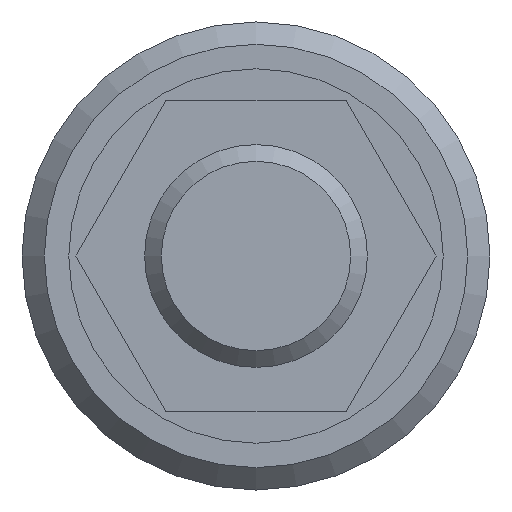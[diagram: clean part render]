
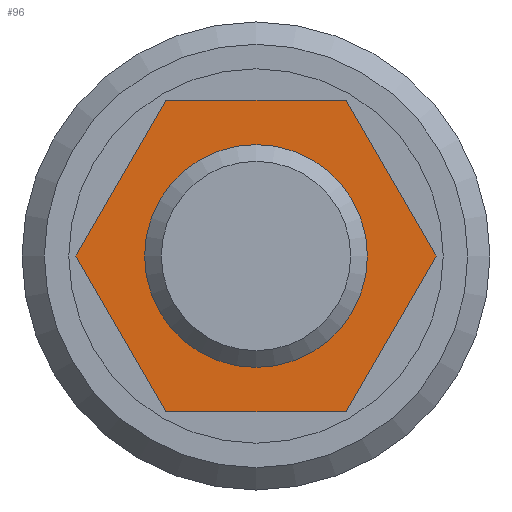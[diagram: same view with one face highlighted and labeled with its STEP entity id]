
A CAD part, left-side view. The second image highlights one B-rep face of the part: STEP entity #96.
In plain terms, the highlighted planar face has unit normal (-1, 0, 0).
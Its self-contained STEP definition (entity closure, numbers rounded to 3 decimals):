
#96=ADVANCED_FACE('',(#150,#151),#117,.F.);
#117=PLANE('',#692);
#150=FACE_BOUND('',#198,.T.);
#151=FACE_BOUND('',#199,.T.);
#198=EDGE_LOOP('',(#297,#298,#299,#300,#301,#302));
#199=EDGE_LOOP('',(#303));
#297=ORIENTED_EDGE('',*,*,#384,.F.);
#298=ORIENTED_EDGE('',*,*,#382,.F.);
#299=ORIENTED_EDGE('',*,*,#379,.F.);
#300=ORIENTED_EDGE('',*,*,#390,.F.);
#301=ORIENTED_EDGE('',*,*,#388,.F.);
#302=ORIENTED_EDGE('',*,*,#386,.F.);
#303=ORIENTED_EDGE('',*,*,#395,.T.);
#333=VERTEX_POINT('',#954);
#334=VERTEX_POINT('',#955);
#335=VERTEX_POINT('',#960);
#336=VERTEX_POINT('',#964);
#337=VERTEX_POINT('',#968);
#338=VERTEX_POINT('',#972);
#343=VERTEX_POINT('',#990);
#379=EDGE_CURVE('',#333,#334,#575,.T.);
#382=EDGE_CURVE('',#334,#335,#578,.T.);
#384=EDGE_CURVE('',#335,#336,#580,.T.);
#386=EDGE_CURVE('',#336,#337,#582,.T.);
#388=EDGE_CURVE('',#337,#338,#584,.T.);
#390=EDGE_CURVE('',#338,#333,#586,.T.);
#395=EDGE_CURVE('',#343,#343,#411,.T.);
#411=CIRCLE('',#690,4.25);
#575=LINE('',#953,#633);
#578=LINE('',#959,#636);
#580=LINE('',#963,#638);
#582=LINE('',#967,#640);
#584=LINE('',#971,#642);
#586=LINE('',#975,#644);
#633=VECTOR('',#801,1.);
#636=VECTOR('',#806,1.);
#638=VECTOR('',#810,1.);
#640=VECTOR('',#814,1.);
#642=VECTOR('',#818,1.);
#644=VECTOR('',#822,1.);
#690=AXIS2_PLACEMENT_3D('',#989,#841,#842);
#692=AXIS2_PLACEMENT_3D('',#992,#845,#846);
#801=DIRECTION('',(0.,1.,0.));
#806=DIRECTION('',(0.,0.5,0.866));
#810=DIRECTION('',(0.,-0.5,0.866));
#814=DIRECTION('',(0.,-1.,0.));
#818=DIRECTION('',(0.,-0.5,-0.866));
#822=DIRECTION('',(0.,0.5,-0.866));
#841=DIRECTION('',(1.,0.,0.));
#842=DIRECTION('',(0.,0.,-1.));
#845=DIRECTION('',(1.,0.,0.));
#846=DIRECTION('',(0.,0.,-1.));
#953=CARTESIAN_POINT('',(36287.03,-29829.32,-7.));
#954=CARTESIAN_POINT('',(36287.03,-29837.611,-7.));
#955=CARTESIAN_POINT('',(36287.03,-29829.529,-7.));
#959=CARTESIAN_POINT('',(36287.03,-29826.445,-1.66));
#960=CARTESIAN_POINT('',(36287.03,-29825.487,0.));
#963=CARTESIAN_POINT('',(36287.03,-29826.445,1.66));
#964=CARTESIAN_POINT('',(36287.03,-29829.529,7.));
#967=CARTESIAN_POINT('',(36287.03,-29829.32,7.));
#968=CARTESIAN_POINT('',(36287.03,-29837.611,7.));
#971=CARTESIAN_POINT('',(36287.03,-29838.57,5.34));
#972=CARTESIAN_POINT('',(36287.03,-29841.653,0.));
#975=CARTESIAN_POINT('',(36287.03,-29838.57,-5.34));
#989=CARTESIAN_POINT('',(36287.03,-29833.57,0.));
#990=CARTESIAN_POINT('',(36287.03,-29833.57,-4.25));
#992=CARTESIAN_POINT('',(36287.03,-29829.32,0.));
